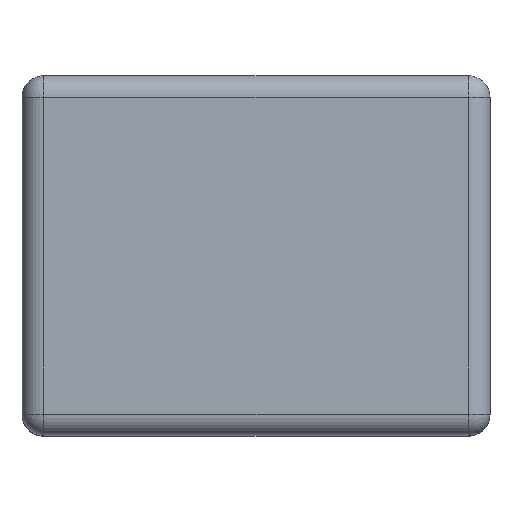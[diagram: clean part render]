
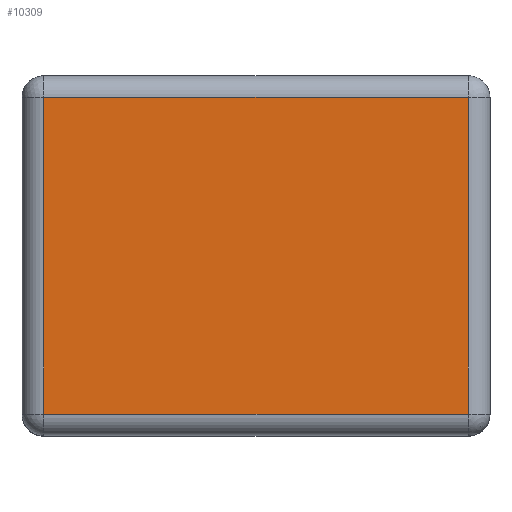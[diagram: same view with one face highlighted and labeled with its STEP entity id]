
A CAD part, top view. The second image highlights one B-rep face of the part: STEP entity #10309.
In plain terms, the highlighted face is planar.
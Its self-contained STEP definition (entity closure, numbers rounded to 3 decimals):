
#10049=CARTESIAN_POINT('',(-29.5,-22.0,-33.0));
#10050=VERTEX_POINT('',#10049);
#10058=CARTESIAN_POINT('',(29.5,-22.0,-33.0));
#10059=VERTEX_POINT('',#10058);
#10060=CARTESIAN_POINT('',(-29.5,-22.0,-33.0));
#10061=DIRECTION('',(1.0,0.0,0.0));
#10062=VECTOR('',#10061,59.);
#10063=LINE('',#10060,#10062);
#10064=EDGE_CURVE('',#10050,#10059,#10063,.T.);
#10096=CARTESIAN_POINT('',(29.5,22.0,-33.0));
#10097=VERTEX_POINT('',#10096);
#10098=CARTESIAN_POINT('',(29.5,-22.0,-33.0));
#10099=DIRECTION('',(0.0,1.0,0.0));
#10100=VECTOR('',#10099,44.0);
#10101=LINE('',#10098,#10100);
#10102=EDGE_CURVE('',#10059,#10097,#10101,.T.);
#10146=CARTESIAN_POINT('',(-29.5,22.0,-33.0));
#10147=VERTEX_POINT('',#10146);
#10148=CARTESIAN_POINT('',(29.5,22.0,-33.0));
#10149=DIRECTION('',(-1.0,0.0,0.0));
#10150=VECTOR('',#10149,59.);
#10151=LINE('',#10148,#10150);
#10152=EDGE_CURVE('',#10097,#10147,#10151,.T.);
#10201=CARTESIAN_POINT('',(-29.5,22.0,-33.0));
#10202=DIRECTION('',(0.0,-1.0,0.0));
#10203=VECTOR('',#10202,44.0);
#10204=LINE('',#10201,#10203);
#10205=EDGE_CURVE('',#10147,#10050,#10204,.T.);
#10298=CARTESIAN_POINT('',(0.,0.,-33.0));
#10299=DIRECTION('',(0.0,0.0,1.0));
#10300=DIRECTION('',(1.0,0.0,0.0));
#10301=AXIS2_PLACEMENT_3D('',#10298,#10299,#10300);
#10302=PLANE('',#10301);
#10303=ORIENTED_EDGE('',*,*,#10064,.F.);
#10304=ORIENTED_EDGE('',*,*,#10205,.F.);
#10305=ORIENTED_EDGE('',*,*,#10152,.F.);
#10306=ORIENTED_EDGE('',*,*,#10102,.F.);
#10307=EDGE_LOOP('',(#10303,#10304,#10305,#10306));
#10308=FACE_OUTER_BOUND('',#10307,.T.);
#10309=ADVANCED_FACE('',(#10308),#10302,.F.);
